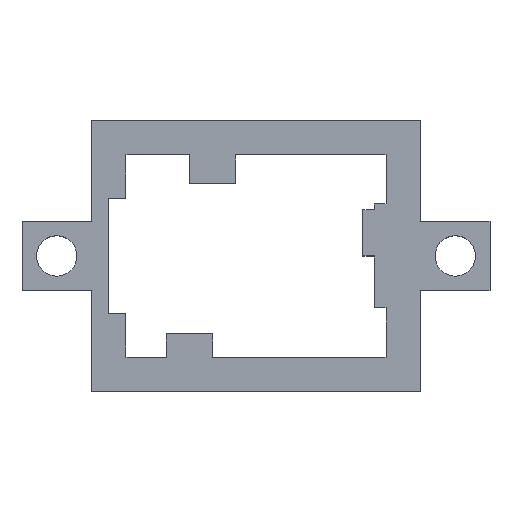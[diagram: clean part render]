
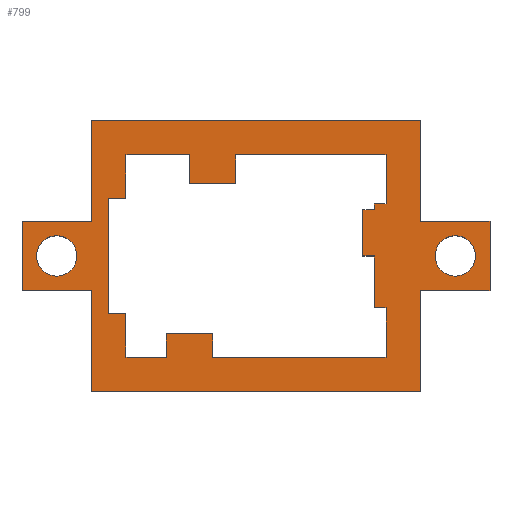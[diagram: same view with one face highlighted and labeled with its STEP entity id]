
A CAD part, top view. The second image highlights one B-rep face of the part: STEP entity #799.
In plain terms, the highlighted planar face has unit normal (0, 0, 1).
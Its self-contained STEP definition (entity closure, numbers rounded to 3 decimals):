
#17=FACE_BOUND('',#86,.T.);
#18=FACE_BOUND('',#87,.T.);
#19=FACE_BOUND('',#88,.T.);
#25=CIRCLE('',#860,1.75);
#26=CIRCLE('',#861,1.75);
#45=FACE_OUTER_BOUND('',#85,.T.);
#85=EDGE_LOOP('',(#589,#590,#591,#592,#593,#594,#595,#596,#597,#598,#599,
#600));
#86=EDGE_LOOP('',(#601));
#87=EDGE_LOOP('',(#602));
#88=EDGE_LOOP('',(#603,#604,#605,#606,#607,#608,#609,#610,#611,#612,#613,
#614,#615,#616,#617,#618,#619,#620,#621,#622,#623,#624,#625,#626));
#134=LINE('',#1125,#242);
#136=LINE('',#1129,#244);
#138=LINE('',#1133,#246);
#141=LINE('',#1139,#249);
#144=LINE('',#1145,#252);
#147=LINE('',#1150,#255);
#148=LINE('',#1153,#256);
#151=LINE('',#1159,#259);
#154=LINE('',#1165,#262);
#156=LINE('',#1168,#264);
#157=LINE('',#1171,#265);
#159=LINE('',#1175,#267);
#161=LINE('',#1178,#269);
#162=LINE('',#1182,#270);
#163=LINE('',#1184,#271);
#164=LINE('',#1186,#272);
#165=LINE('',#1188,#273);
#166=LINE('',#1190,#274);
#167=LINE('',#1192,#275);
#168=LINE('',#1194,#276);
#169=LINE('',#1196,#277);
#170=LINE('',#1198,#278);
#171=LINE('',#1200,#279);
#172=LINE('',#1202,#280);
#173=LINE('',#1203,#281);
#174=LINE('',#1209,#282);
#175=LINE('',#1210,#283);
#176=LINE('',#1212,#284);
#177=LINE('',#1214,#285);
#178=LINE('',#1216,#286);
#179=LINE('',#1218,#287);
#180=LINE('',#1220,#288);
#181=LINE('',#1222,#289);
#182=LINE('',#1223,#290);
#183=LINE('',#1225,#291);
#184=LINE('',#1226,#292);
#242=VECTOR('',#914,10.);
#244=VECTOR('',#918,10.);
#246=VECTOR('',#922,10.);
#249=VECTOR('',#927,10.);
#252=VECTOR('',#932,10.);
#255=VECTOR('',#937,10.);
#256=VECTOR('',#940,10.);
#259=VECTOR('',#945,10.);
#262=VECTOR('',#950,10.);
#264=VECTOR('',#954,10.);
#265=VECTOR('',#957,10.);
#267=VECTOR('',#961,10.);
#269=VECTOR('',#965,10.);
#270=VECTOR('',#968,10.);
#271=VECTOR('',#969,10.);
#272=VECTOR('',#970,10.);
#273=VECTOR('',#971,10.);
#274=VECTOR('',#972,10.);
#275=VECTOR('',#973,10.);
#276=VECTOR('',#974,10.);
#277=VECTOR('',#975,10.);
#278=VECTOR('',#976,10.);
#279=VECTOR('',#977,10.);
#280=VECTOR('',#978,10.);
#281=VECTOR('',#979,10.);
#282=VECTOR('',#984,10.);
#283=VECTOR('',#985,10.);
#284=VECTOR('',#986,10.);
#285=VECTOR('',#987,10.);
#286=VECTOR('',#988,10.);
#287=VECTOR('',#989,10.);
#288=VECTOR('',#990,10.);
#289=VECTOR('',#991,10.);
#290=VECTOR('',#992,10.);
#291=VECTOR('',#993,10.);
#292=VECTOR('',#994,10.);
#349=VERTEX_POINT('',#1122);
#350=VERTEX_POINT('',#1124);
#351=VERTEX_POINT('',#1128);
#352=VERTEX_POINT('',#1132);
#353=VERTEX_POINT('',#1136);
#354=VERTEX_POINT('',#1138);
#355=VERTEX_POINT('',#1142);
#356=VERTEX_POINT('',#1144);
#357=VERTEX_POINT('',#1148);
#358=VERTEX_POINT('',#1152);
#359=VERTEX_POINT('',#1156);
#360=VERTEX_POINT('',#1158);
#361=VERTEX_POINT('',#1162);
#362=VERTEX_POINT('',#1164);
#363=VERTEX_POINT('',#1170);
#364=VERTEX_POINT('',#1174);
#365=VERTEX_POINT('',#1180);
#366=VERTEX_POINT('',#1181);
#367=VERTEX_POINT('',#1183);
#368=VERTEX_POINT('',#1185);
#369=VERTEX_POINT('',#1187);
#370=VERTEX_POINT('',#1189);
#371=VERTEX_POINT('',#1191);
#372=VERTEX_POINT('',#1193);
#373=VERTEX_POINT('',#1195);
#374=VERTEX_POINT('',#1197);
#375=VERTEX_POINT('',#1199);
#376=VERTEX_POINT('',#1201);
#377=VERTEX_POINT('',#1204);
#378=VERTEX_POINT('',#1206);
#379=VERTEX_POINT('',#1208);
#380=VERTEX_POINT('',#1211);
#381=VERTEX_POINT('',#1213);
#382=VERTEX_POINT('',#1215);
#383=VERTEX_POINT('',#1217);
#384=VERTEX_POINT('',#1219);
#385=VERTEX_POINT('',#1221);
#386=VERTEX_POINT('',#1224);
#426=EDGE_CURVE('',#350,#349,#134,.T.);
#428=EDGE_CURVE('',#351,#350,#136,.T.);
#430=EDGE_CURVE('',#352,#351,#138,.T.);
#433=EDGE_CURVE('',#354,#353,#141,.T.);
#436=EDGE_CURVE('',#356,#355,#144,.T.);
#439=EDGE_CURVE('',#357,#356,#147,.T.);
#440=EDGE_CURVE('',#358,#354,#148,.T.);
#443=EDGE_CURVE('',#360,#359,#151,.T.);
#446=EDGE_CURVE('',#362,#361,#154,.T.);
#448=EDGE_CURVE('',#359,#362,#156,.T.);
#449=EDGE_CURVE('',#363,#357,#157,.T.);
#451=EDGE_CURVE('',#364,#363,#159,.T.);
#453=EDGE_CURVE('',#353,#364,#161,.T.);
#454=EDGE_CURVE('',#365,#366,#162,.T.);
#455=EDGE_CURVE('',#366,#367,#163,.T.);
#456=EDGE_CURVE('',#367,#368,#164,.T.);
#457=EDGE_CURVE('',#368,#369,#165,.T.);
#458=EDGE_CURVE('',#369,#370,#166,.T.);
#459=EDGE_CURVE('',#370,#371,#167,.T.);
#460=EDGE_CURVE('',#371,#372,#168,.T.);
#461=EDGE_CURVE('',#372,#373,#169,.T.);
#462=EDGE_CURVE('',#373,#374,#170,.T.);
#463=EDGE_CURVE('',#374,#375,#171,.T.);
#464=EDGE_CURVE('',#375,#376,#172,.T.);
#465=EDGE_CURVE('',#376,#365,#173,.T.);
#466=EDGE_CURVE('',#377,#377,#25,.T.);
#467=EDGE_CURVE('',#378,#378,#26,.T.);
#468=EDGE_CURVE('',#355,#379,#174,.T.);
#469=EDGE_CURVE('',#379,#360,#175,.T.);
#470=EDGE_CURVE('',#361,#380,#176,.T.);
#471=EDGE_CURVE('',#380,#381,#177,.T.);
#472=EDGE_CURVE('',#381,#382,#178,.T.);
#473=EDGE_CURVE('',#382,#383,#179,.T.);
#474=EDGE_CURVE('',#383,#384,#180,.T.);
#475=EDGE_CURVE('',#384,#385,#181,.T.);
#476=EDGE_CURVE('',#385,#352,#182,.T.);
#477=EDGE_CURVE('',#349,#386,#183,.T.);
#478=EDGE_CURVE('',#386,#358,#184,.T.);
#589=ORIENTED_EDGE('',*,*,#454,.T.);
#590=ORIENTED_EDGE('',*,*,#455,.T.);
#591=ORIENTED_EDGE('',*,*,#456,.T.);
#592=ORIENTED_EDGE('',*,*,#457,.T.);
#593=ORIENTED_EDGE('',*,*,#458,.T.);
#594=ORIENTED_EDGE('',*,*,#459,.T.);
#595=ORIENTED_EDGE('',*,*,#460,.T.);
#596=ORIENTED_EDGE('',*,*,#461,.T.);
#597=ORIENTED_EDGE('',*,*,#462,.T.);
#598=ORIENTED_EDGE('',*,*,#463,.T.);
#599=ORIENTED_EDGE('',*,*,#464,.T.);
#600=ORIENTED_EDGE('',*,*,#465,.T.);
#601=ORIENTED_EDGE('',*,*,#466,.T.);
#602=ORIENTED_EDGE('',*,*,#467,.T.);
#603=ORIENTED_EDGE('',*,*,#453,.T.);
#604=ORIENTED_EDGE('',*,*,#451,.T.);
#605=ORIENTED_EDGE('',*,*,#449,.T.);
#606=ORIENTED_EDGE('',*,*,#439,.T.);
#607=ORIENTED_EDGE('',*,*,#436,.T.);
#608=ORIENTED_EDGE('',*,*,#468,.T.);
#609=ORIENTED_EDGE('',*,*,#469,.T.);
#610=ORIENTED_EDGE('',*,*,#443,.T.);
#611=ORIENTED_EDGE('',*,*,#448,.T.);
#612=ORIENTED_EDGE('',*,*,#446,.T.);
#613=ORIENTED_EDGE('',*,*,#470,.T.);
#614=ORIENTED_EDGE('',*,*,#471,.T.);
#615=ORIENTED_EDGE('',*,*,#472,.T.);
#616=ORIENTED_EDGE('',*,*,#473,.T.);
#617=ORIENTED_EDGE('',*,*,#474,.T.);
#618=ORIENTED_EDGE('',*,*,#475,.T.);
#619=ORIENTED_EDGE('',*,*,#476,.T.);
#620=ORIENTED_EDGE('',*,*,#430,.T.);
#621=ORIENTED_EDGE('',*,*,#428,.T.);
#622=ORIENTED_EDGE('',*,*,#426,.T.);
#623=ORIENTED_EDGE('',*,*,#477,.T.);
#624=ORIENTED_EDGE('',*,*,#478,.T.);
#625=ORIENTED_EDGE('',*,*,#440,.T.);
#626=ORIENTED_EDGE('',*,*,#433,.T.);
#761=PLANE('',#859);
#799=ADVANCED_FACE('',(#45,#17,#18,#19),#761,.T.);
#859=AXIS2_PLACEMENT_3D('',#1179,#966,#967);
#860=AXIS2_PLACEMENT_3D('',#1205,#980,#981);
#861=AXIS2_PLACEMENT_3D('',#1207,#982,#983);
#914=DIRECTION('',(0.,1.,0.));
#918=DIRECTION('',(1.,0.,0.));
#922=DIRECTION('',(0.,-1.,0.));
#927=DIRECTION('',(0.,-1.,0.));
#932=DIRECTION('',(1.,0.,0.));
#937=DIRECTION('',(0.,-1.,0.));
#940=DIRECTION('',(-1.,0.,0.));
#945=DIRECTION('',(0.,1.,0.));
#950=DIRECTION('',(0.,-1.,0.));
#954=DIRECTION('',(-1.,0.,0.));
#957=DIRECTION('',(1.,0.,0.));
#961=DIRECTION('',(0.,-1.,0.));
#965=DIRECTION('',(-1.,0.,0.));
#966=DIRECTION('center_axis',(0.,0.,1.));
#967=DIRECTION('ref_axis',(1.,0.,0.));
#968=DIRECTION('',(-1.,0.,0.));
#969=DIRECTION('',(0.,-1.,0.));
#970=DIRECTION('',(1.,0.,0.));
#971=DIRECTION('',(0.,-1.,0.));
#972=DIRECTION('',(1.,0.,0.));
#973=DIRECTION('',(0.,1.,0.));
#974=DIRECTION('',(1.,0.,0.));
#975=DIRECTION('',(0.,1.,0.));
#976=DIRECTION('',(-1.,0.,0.));
#977=DIRECTION('',(0.,1.,0.));
#978=DIRECTION('',(-1.,0.,0.));
#979=DIRECTION('',(0.,-1.,0.));
#980=DIRECTION('center_axis',(0.,0.,-1.));
#981=DIRECTION('ref_axis',(-1.,0.,0.));
#982=DIRECTION('center_axis',(0.,0.,-1.));
#983=DIRECTION('ref_axis',(-1.,0.,0.));
#984=DIRECTION('',(0.,-1.,0.));
#985=DIRECTION('',(-1.,0.,0.));
#986=DIRECTION('',(-1.,0.,0.));
#987=DIRECTION('',(0.,1.,0.));
#988=DIRECTION('',(-1.,0.,0.));
#989=DIRECTION('',(0.,1.,0.));
#990=DIRECTION('',(1.,0.,0.));
#991=DIRECTION('',(0.,1.,0.));
#992=DIRECTION('',(1.,0.,0.));
#993=DIRECTION('',(1.,0.,0.));
#994=DIRECTION('',(0.,-1.,0.));
#1122=CARTESIAN_POINT('',(-1.75,8.75,1.5));
#1124=CARTESIAN_POINT('',(-1.75,6.25,1.5));
#1125=CARTESIAN_POINT('',(-1.75,8.75,1.5));
#1128=CARTESIAN_POINT('',(-5.75,6.25,1.5));
#1129=CARTESIAN_POINT('',(-1.75,6.25,1.5));
#1132=CARTESIAN_POINT('',(-5.75,8.75,1.5));
#1133=CARTESIAN_POINT('',(-5.75,6.25,1.5));
#1136=CARTESIAN_POINT('',(10.25,4.,1.5));
#1138=CARTESIAN_POINT('',(10.25,4.5,1.5));
#1139=CARTESIAN_POINT('',(10.25,-4.5,1.5));
#1142=CARTESIAN_POINT('',(11.25,-4.5,1.5));
#1144=CARTESIAN_POINT('',(10.25,-4.5,1.5));
#1145=CARTESIAN_POINT('',(11.25,-4.5,1.5));
#1148=CARTESIAN_POINT('',(10.25,0.,1.5));
#1150=CARTESIAN_POINT('',(10.25,-4.5,1.5));
#1152=CARTESIAN_POINT('',(11.25,4.5,1.5));
#1153=CARTESIAN_POINT('',(10.25,4.5,1.5));
#1156=CARTESIAN_POINT('',(-3.75,-6.75,1.5));
#1158=CARTESIAN_POINT('',(-3.75,-8.75,1.5));
#1159=CARTESIAN_POINT('',(-3.75,-6.75,1.5));
#1162=CARTESIAN_POINT('',(-7.75,-8.75,1.5));
#1164=CARTESIAN_POINT('',(-7.75,-6.75,1.5));
#1165=CARTESIAN_POINT('',(-7.75,-8.75,1.5));
#1168=CARTESIAN_POINT('',(-7.75,-6.75,1.5));
#1170=CARTESIAN_POINT('',(9.25,0.,1.5));
#1171=CARTESIAN_POINT('',(10.25,0.,1.5));
#1174=CARTESIAN_POINT('',(9.25,4.,1.5));
#1175=CARTESIAN_POINT('',(9.25,0.,1.5));
#1178=CARTESIAN_POINT('',(9.25,4.,1.5));
#1179=CARTESIAN_POINT('Origin',(9.75,2.,1.5));
#1180=CARTESIAN_POINT('',(-14.25,3.,1.5));
#1181=CARTESIAN_POINT('',(-20.25,3.,1.5));
#1182=CARTESIAN_POINT('',(-20.25,3.,1.5));
#1183=CARTESIAN_POINT('',(-20.25,-3.,1.5));
#1184=CARTESIAN_POINT('',(-20.25,-3.,1.5));
#1185=CARTESIAN_POINT('',(-14.25,-3.,1.5));
#1186=CARTESIAN_POINT('',(-14.25,-3.,1.5));
#1187=CARTESIAN_POINT('',(-14.25,-11.75,1.5));
#1188=CARTESIAN_POINT('',(-14.25,11.75,1.5));
#1189=CARTESIAN_POINT('',(14.25,-11.75,1.5));
#1190=CARTESIAN_POINT('',(-14.25,-11.75,1.5));
#1191=CARTESIAN_POINT('',(14.25,-3.,1.5));
#1192=CARTESIAN_POINT('',(14.25,-11.75,1.5));
#1193=CARTESIAN_POINT('',(20.25,-3.,1.5));
#1194=CARTESIAN_POINT('',(20.25,-3.,1.5));
#1195=CARTESIAN_POINT('',(20.25,3.,1.5));
#1196=CARTESIAN_POINT('',(20.25,3.,1.5));
#1197=CARTESIAN_POINT('',(14.25,3.,1.5));
#1198=CARTESIAN_POINT('',(14.25,3.,1.5));
#1199=CARTESIAN_POINT('',(14.25,11.75,1.5));
#1200=CARTESIAN_POINT('',(14.25,-11.75,1.5));
#1201=CARTESIAN_POINT('',(-14.25,11.75,1.5));
#1202=CARTESIAN_POINT('',(14.25,11.75,1.5));
#1203=CARTESIAN_POINT('',(-14.25,11.75,1.5));
#1204=CARTESIAN_POINT('',(-15.5,0.,1.5));
#1205=CARTESIAN_POINT('Origin',(-17.25,0.,1.5));
#1206=CARTESIAN_POINT('',(19.,0.,1.5));
#1207=CARTESIAN_POINT('Origin',(17.25,0.,1.5));
#1208=CARTESIAN_POINT('',(11.25,-8.75,1.5));
#1209=CARTESIAN_POINT('',(11.25,-4.375,1.5));
#1210=CARTESIAN_POINT('',(-14.25,-8.75,1.5));
#1211=CARTESIAN_POINT('',(-11.25,-8.75,1.5));
#1212=CARTESIAN_POINT('',(-14.25,-8.75,1.5));
#1213=CARTESIAN_POINT('',(-11.25,-5.,1.5));
#1214=CARTESIAN_POINT('',(-11.25,4.375,1.5));
#1215=CARTESIAN_POINT('',(-12.75,-5.,1.5));
#1216=CARTESIAN_POINT('',(-15.,-5.,1.5));
#1217=CARTESIAN_POINT('',(-12.75,5.,1.5));
#1218=CARTESIAN_POINT('',(-12.75,2.5,1.5));
#1219=CARTESIAN_POINT('',(-11.25,5.,1.5));
#1220=CARTESIAN_POINT('',(-14.25,5.,1.5));
#1221=CARTESIAN_POINT('',(-11.25,8.75,1.5));
#1222=CARTESIAN_POINT('',(-11.25,4.375,1.5));
#1223=CARTESIAN_POINT('',(-3.,8.75,1.5));
#1224=CARTESIAN_POINT('',(11.25,8.75,1.5));
#1225=CARTESIAN_POINT('',(-3.,8.75,1.5));
#1226=CARTESIAN_POINT('',(11.25,-4.375,1.5));
